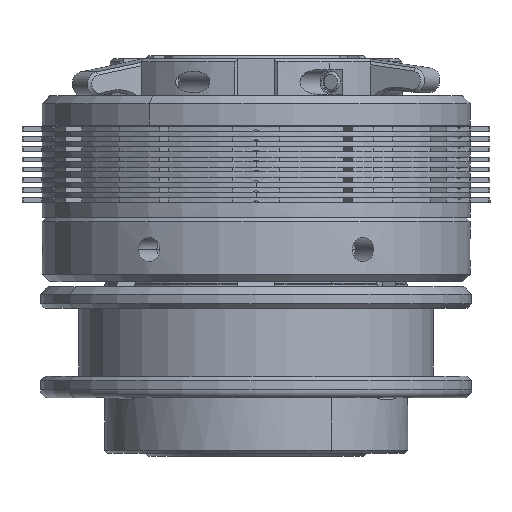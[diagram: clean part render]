
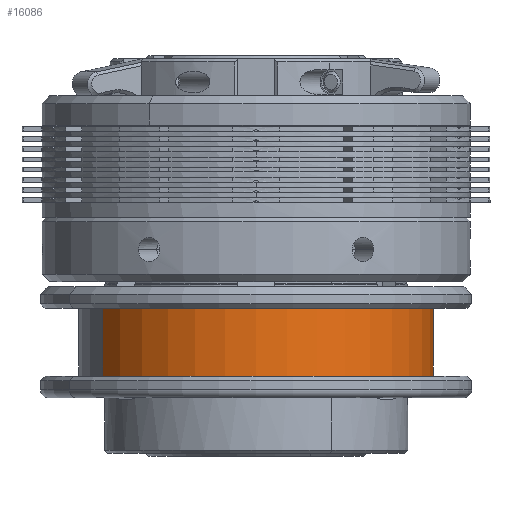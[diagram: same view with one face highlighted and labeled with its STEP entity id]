
A CAD part, front view. The second image highlights one B-rep face of the part: STEP entity #16086.
In plain terms, the highlighted cylindrical face has radius 57.5 mm (diameter 115 mm), a partial arc.
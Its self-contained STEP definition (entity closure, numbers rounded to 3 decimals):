
#4656 = EDGE_CURVE ( 'NONE', #4730, #4737, #35866, .T. ) ;
#4730 = VERTEX_POINT ( 'NONE', #36025 ) ;
#4731 = VERTEX_POINT ( 'NONE', #36024 ) ;
#4733 = EDGE_CURVE ( 'NONE', #4731, #4734, #36023, .T. ) ;
#4734 = VERTEX_POINT ( 'NONE', #36019 ) ;
#4737 = VERTEX_POINT ( 'NONE', #36013 ) ;
#16040 = EDGE_CURVE ( 'NONE', #4731, #4730, #47136, .T. ) ;
#16084 = EDGE_CURVE ( 'NONE', #4734, #4737, #47229, .T. ) ;
#16086 = ADVANCED_FACE ( 'NONE', ( #47215 ), #47214, .T. ) ;
#16088 = EDGE_LOOP ( 'NONE', ( #16090, #16093, #16096, #16098 ) ) ;
#16090 = ORIENTED_EDGE ( 'NONE', *, *, #4733, .F. ) ;
#16093 = ORIENTED_EDGE ( 'NONE', *, *, #16040, .T. ) ;
#16096 = ORIENTED_EDGE ( 'NONE', *, *, #4656, .T. ) ;
#16098 = ORIENTED_EDGE ( 'NONE', *, *, #16084, .F. ) ;
#35863 = DIRECTION ( 'NONE',  ( 0., 0., 1. ) ) ;
#35864 = VECTOR ( 'NONE', #35863, 1000. ) ;
#35865 = CARTESIAN_POINT ( 'NONE',  ( 42.494, 42.857, -46.302 ) ) ;
#35866 = LINE ( 'NONE', #35865, #35864 ) ;
#36013 = CARTESIAN_POINT ( 'NONE',  ( 42.494, 42.857, -24.302 ) ) ;
#36019 = CARTESIAN_POINT ( 'NONE',  ( -57.099, -14.643, -24.302 ) ) ;
#36020 = DIRECTION ( 'NONE',  ( 0., 0., 1. ) ) ;
#36021 = VECTOR ( 'NONE', #36020, 1000. ) ;
#36022 = CARTESIAN_POINT ( 'NONE',  ( -57.099, -14.643, -46.302 ) ) ;
#36023 = LINE ( 'NONE', #36022, #36021 ) ;
#36024 = CARTESIAN_POINT ( 'NONE',  ( -57.099, -14.643, -46.302 ) ) ;
#36025 = CARTESIAN_POINT ( 'NONE',  ( 42.494, 42.857, -46.302 ) ) ;
#47132 = DIRECTION ( 'NONE',  ( 0.866, 0.5, 0. ) ) ;
#47133 = DIRECTION ( 'NONE',  ( 0., 0., 1. ) ) ;
#47134 = CARTESIAN_POINT ( 'NONE',  ( -7.302, 14.107, -46.302 ) ) ;
#47135 = AXIS2_PLACEMENT_3D ( 'NONE', #47134, #47133, #47132 ) ;
#47136 = CIRCLE ( 'NONE', #47135, 57.5 ) ;
#47209 = DIRECTION ( 'NONE',  ( 0.866, 0.5, 0. ) ) ;
#47210 = DIRECTION ( 'NONE',  ( 0., 0., 1. ) ) ;
#47211 = AXIS2_PLACEMENT_3D ( 'NONE', #47213, #47210, #47209 ) ;
#47213 = CARTESIAN_POINT ( 'NONE',  ( -7.302, 14.107, -46.302 ) ) ;
#47214 = CYLINDRICAL_SURFACE ( 'NONE', #47211, 57.5 ) ;
#47215 = FACE_OUTER_BOUND ( 'NONE', #16088, .T. ) ;
#47221 = DIRECTION ( 'NONE',  ( 0.866, 0.5, 0. ) ) ;
#47222 = DIRECTION ( 'NONE',  ( 0., 0., 1. ) ) ;
#47223 = CARTESIAN_POINT ( 'NONE',  ( -7.302, 14.107, -24.302 ) ) ;
#47224 = AXIS2_PLACEMENT_3D ( 'NONE', #47223, #47222, #47221 ) ;
#47229 = CIRCLE ( 'NONE', #47224, 57.5 ) ;
